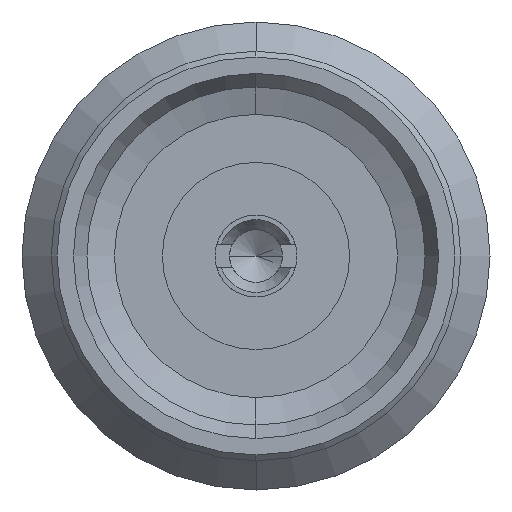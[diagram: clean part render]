
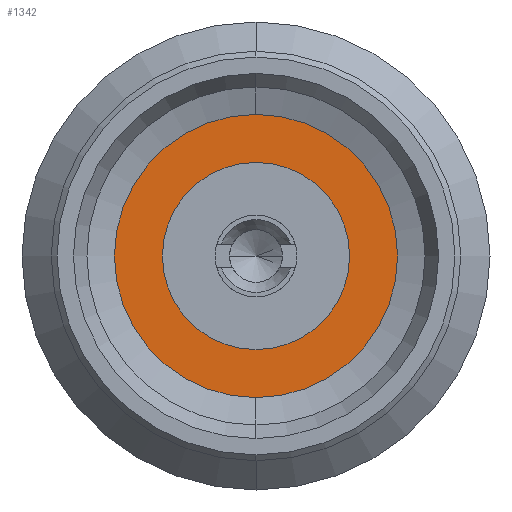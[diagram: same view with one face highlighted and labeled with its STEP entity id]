
A CAD part, left-side view. The second image highlights one B-rep face of the part: STEP entity #1342.
In plain terms, the highlighted planar face has unit normal (-1, 0, 0).
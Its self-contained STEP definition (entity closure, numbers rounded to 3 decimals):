
#357=CARTESIAN_POINT('',(2.6,0.,0.));
#358=DIRECTION('',(1.,0.,0.));
#359=DIRECTION('',(0.,0.,-1.));
#360=AXIS2_PLACEMENT_3D('',#357,#358,#359);
#362=CARTESIAN_POINT('',(2.6,0.,0.));
#363=DIRECTION('',(-1.,0.,0.));
#364=DIRECTION('',(0.,0.,-1.));
#365=AXIS2_PLACEMENT_3D('',#362,#363,#364);
#367=CARTESIAN_POINT('',(2.6,0.,0.));
#368=DIRECTION('',(-1.,0.,0.));
#369=DIRECTION('',(0.,0.,-1.));
#370=AXIS2_PLACEMENT_3D('',#367,#368,#369);
#372=CARTESIAN_POINT('',(2.6,0.,0.));
#373=DIRECTION('',(1.,0.,0.));
#374=DIRECTION('',(0.,0.,-1.));
#375=AXIS2_PLACEMENT_3D('',#372,#373,#374);
#617=CARTESIAN_POINT('',(2.6,0.,-1.21));
#619=VERTEX_POINT('',#617);
#629=CARTESIAN_POINT('',(2.6,0.,1.21));
#631=VERTEX_POINT('',#629);
#641=CARTESIAN_POINT('',(2.6,0.,-0.8));
#642=CARTESIAN_POINT('',(2.6,0.,0.8));
#643=VERTEX_POINT('',#641);
#644=VERTEX_POINT('',#642);
#1327=CARTESIAN_POINT('',(2.6,0.,0.));
#1328=DIRECTION('',(-1.,0.,0.));
#1329=DIRECTION('',(0.,0.,-1.));
#1330=AXIS2_PLACEMENT_3D('',#1327,#1328,#1329);
#1331=PLANE('',#1330);
#1332=ORIENTED_EDGE('',*,*,#1309,.T.);
#1333=ORIENTED_EDGE('',*,*,#1320,.F.);
#1334=EDGE_LOOP('',(#1332,#1333));
#1335=FACE_OUTER_BOUND('',#1334,.F.);
#1337=ORIENTED_EDGE('',*,*,#1336,.T.);
#1339=ORIENTED_EDGE('',*,*,#1338,.F.);
#1340=EDGE_LOOP('',(#1337,#1339));
#1341=FACE_BOUND('',#1340,.F.);
#1342=ADVANCED_FACE('',(#1335,#1341),#1331,.T.);
#361=CIRCLE('',#360,1.21);
#366=CIRCLE('',#365,1.21);
#371=CIRCLE('',#370,0.8);
#376=CIRCLE('',#375,0.8);
#1309=EDGE_CURVE('',#619,#631,#361,.T.);
#1320=EDGE_CURVE('',#619,#631,#366,.T.);
#1336=EDGE_CURVE('',#643,#644,#371,.T.);
#1338=EDGE_CURVE('',#643,#644,#376,.T.);
